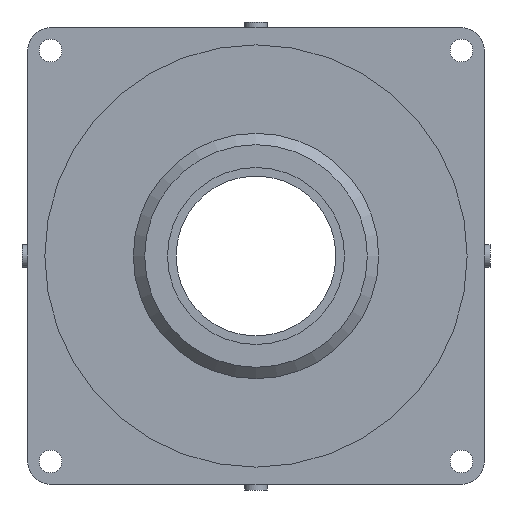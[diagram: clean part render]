
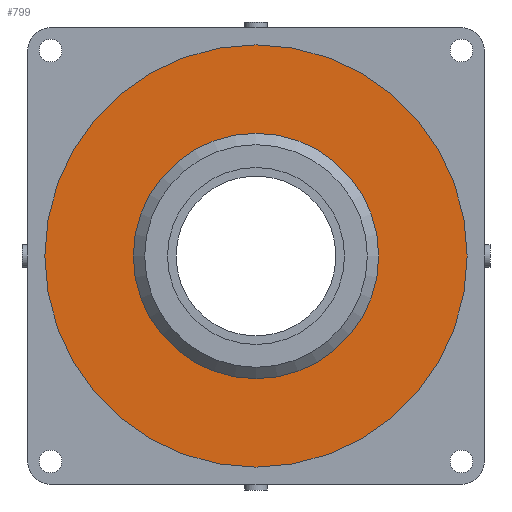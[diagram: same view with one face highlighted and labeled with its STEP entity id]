
A CAD part, front view. The second image highlights one B-rep face of the part: STEP entity #799.
In plain terms, the highlighted planar face has unit normal (0, -1, 0).
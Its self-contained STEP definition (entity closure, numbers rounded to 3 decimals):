
#38=FACE_BOUND('',#184,.T.);
#116=FACE_OUTER_BOUND('',#183,.T.);
#183=EDGE_LOOP('',(#709));
#184=EDGE_LOOP('',(#710));
#248=CIRCLE('',#927,37.);
#249=CIRCLE('',#928,21.5);
#412=VERTEX_POINT('',#1426);
#413=VERTEX_POINT('',#1428);
#515=EDGE_CURVE('',#412,#412,#248,.T.);
#516=EDGE_CURVE('',#413,#413,#249,.T.);
#709=ORIENTED_EDGE('',*,*,#515,.T.);
#710=ORIENTED_EDGE('',*,*,#516,.F.);
#752=PLANE('',#926);
#799=ADVANCED_FACE('',(#116,#38),#752,.T.);
#926=AXIS2_PLACEMENT_3D('',#1425,#1187,#1188);
#927=AXIS2_PLACEMENT_3D('',#1427,#1189,#1190);
#928=AXIS2_PLACEMENT_3D('',#1429,#1191,#1192);
#1187=DIRECTION('center_axis',(0.,-1.,0.));
#1188=DIRECTION('ref_axis',(1.,0.,0.));
#1189=DIRECTION('center_axis',(0.,-1.,0.));
#1190=DIRECTION('ref_axis',(1.,0.,0.));
#1191=DIRECTION('center_axis',(0.,-1.,0.));
#1192=DIRECTION('ref_axis',(1.,0.,0.));
#1425=CARTESIAN_POINT('Origin',(0.,-3.,0.));
#1426=CARTESIAN_POINT('',(-37.,-3.,0.));
#1427=CARTESIAN_POINT('Origin',(0.,-3.,0.));
#1428=CARTESIAN_POINT('',(-21.5,-3.,0.));
#1429=CARTESIAN_POINT('Origin',(0.,-3.,0.));
